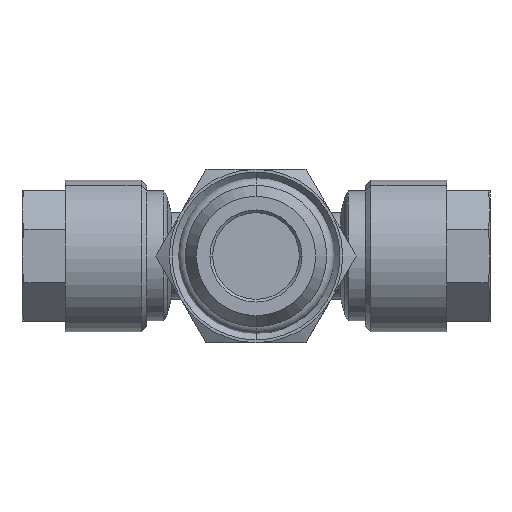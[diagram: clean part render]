
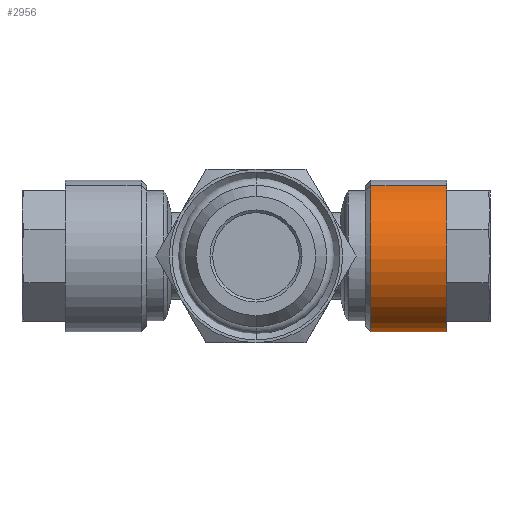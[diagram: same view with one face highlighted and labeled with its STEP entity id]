
A CAD part, front view. The second image highlights one B-rep face of the part: STEP entity #2956.
In plain terms, the highlighted cylindrical face has radius 7 mm (diameter 14 mm), a partial arc.
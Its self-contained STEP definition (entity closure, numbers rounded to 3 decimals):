
#133 = CARTESIAN_POINT ( 'NONE',  ( 10.1, 22.5, 0. ) ) ;
#134 = DIRECTION ( 'NONE',  ( -1., 0., 0. ) ) ;
#142 = DIRECTION ( 'NONE',  ( 0., 0.383, -0.924 ) ) ;
#624 = ORIENTED_EDGE ( 'NONE', *, *, #3611, .F. ) ;
#625 = ORIENTED_EDGE ( 'NONE', *, *, #3610, .F. ) ;
#626 = ORIENTED_EDGE ( 'NONE', *, *, #3609, .T. ) ;
#627 = ORIENTED_EDGE ( 'NONE', *, *, #3608, .T. ) ;
#1103 = CARTESIAN_POINT ( 'NONE',  ( 10.6, 25.179, -6.467 ) ) ;
#1107 = CARTESIAN_POINT ( 'NONE',  ( 10.6, 19.821, 6.467 ) ) ;
#1118 = CARTESIAN_POINT ( 'NONE',  ( 17.6, 19.821, 6.467 ) ) ;
#1123 = CARTESIAN_POINT ( 'NONE',  ( 17.6, 25.179, -6.467 ) ) ;
#1857 = AXIS2_PLACEMENT_3D ( 'NONE', #2637, #2638, #2639 ) ;
#1858 = AXIS2_PLACEMENT_3D ( 'NONE', #2641, #2642, #2643 ) ;
#2109 = AXIS2_PLACEMENT_3D ( 'NONE', #133, #134, #142 ) ;
#2627 = DIRECTION ( 'NONE',  ( -1., 0., 0. ) ) ;
#2634 = DIRECTION ( 'NONE',  ( -1., 0., 0. ) ) ;
#2636 = CARTESIAN_POINT ( 'NONE',  ( 10.1, 19.821, 6.467 ) ) ;
#2637 = CARTESIAN_POINT ( 'NONE',  ( 17.6, 22.5, 0. ) ) ;
#2638 = DIRECTION ( 'NONE',  ( -1., 0., 0. ) ) ;
#2639 = DIRECTION ( 'NONE',  ( 0., -0.383, 0.924 ) ) ;
#2640 = CARTESIAN_POINT ( 'NONE',  ( 10.1, 25.179, -6.467 ) ) ;
#2641 = CARTESIAN_POINT ( 'NONE',  ( 10.6, 22.5, 0. ) ) ;
#2642 = DIRECTION ( 'NONE',  ( -1., 0., 0. ) ) ;
#2643 = DIRECTION ( 'NONE',  ( 0., 0.383, -0.924 ) ) ;
#2956 = ADVANCED_FACE ( 'NONE', ( #3176 ), #3184, .T. ) ;
#3176 = FACE_OUTER_BOUND ( 'NONE', #3767, .T. ) ;
#3184 = CYLINDRICAL_SURFACE ( 'NONE', #2109, 7. ) ;
#3281 = CIRCLE ( 'NONE', #1857, 7. ) ;
#3282 = CIRCLE ( 'NONE', #1858, 7. ) ;
#3284 = LINE ( 'NONE', #2636, #3286 ) ;
#3285 = LINE ( 'NONE', #2640, #3289 ) ;
#3286 = VECTOR ( 'NONE', #2627, 1000. ) ;
#3289 = VECTOR ( 'NONE', #2634, 1000. ) ;
#3608 = EDGE_CURVE ( 'NONE', #5285, #5280, #3281, .T. ) ;
#3609 = EDGE_CURVE ( 'NONE', #5280, #5269, #3284, .T. ) ;
#3610 = EDGE_CURVE ( 'NONE', #5270, #5269, #3282, .T. ) ;
#3611 = EDGE_CURVE ( 'NONE', #5285, #5270, #3285, .T. ) ;
#3767 = EDGE_LOOP ( 'NONE', ( #627, #626, #625, #624 ) ) ;
#5269 = VERTEX_POINT ( 'NONE', #1107 ) ;
#5270 = VERTEX_POINT ( 'NONE', #1103 ) ;
#5280 = VERTEX_POINT ( 'NONE', #1118 ) ;
#5285 = VERTEX_POINT ( 'NONE', #1123 ) ;
